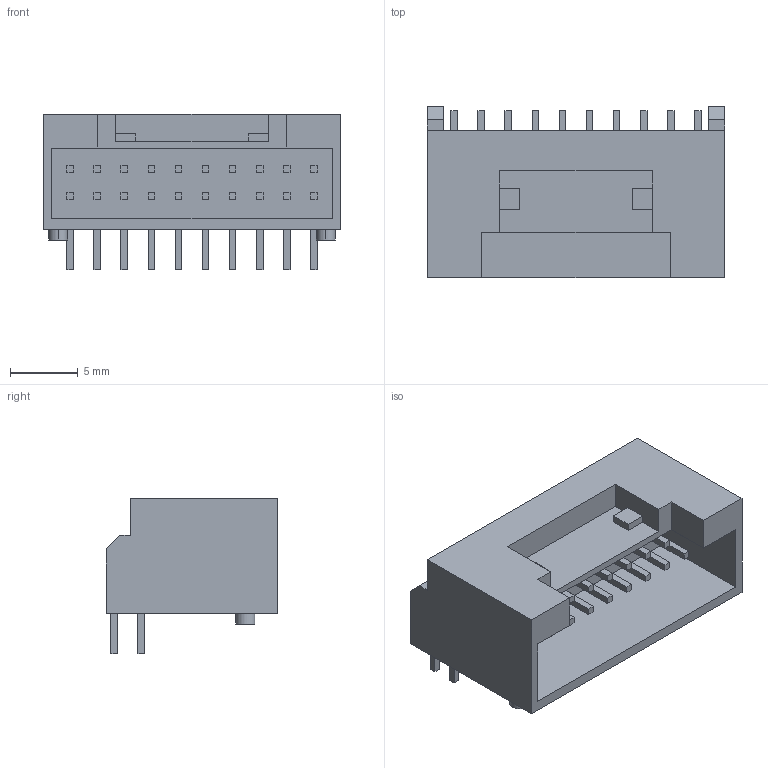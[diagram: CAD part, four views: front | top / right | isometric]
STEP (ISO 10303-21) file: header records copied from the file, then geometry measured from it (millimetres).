
FILE_DESCRIPTION(('FreeCAD Model'),'2;1');
FILE_NAME('JST_PUD_S20B-PUDSS-1_2x10x2.00mm_Angled.STEP','2016-03-20T17:20:02',( 'Author'),(''),'Open CASCADE STEP processor 6.8','FreeCAD','Unknown' );
FILE_SCHEMA(('AUTOMOTIVE_DESIGN_CC2 { 1 2 10303 214 -1 1 5 4 }'));
Length unit declared in the file: millimetre
Products named in the file (1): S20B-PUDSS-1
Bounding box: 22 x 12.7 x 11.5 mm (x, y, z)
Volume: 839.1 mm3; surface area: 1977.3 mm2
Topology: 1 solids, 1 shells, 284 faces, 720 edges, 480 vertices
Faces by surface type: plane 280, cylinder 4
Entity records: 20097 total; most frequent: CARTESIAN_POINT 3333, DIRECTION 2718, LINE 2128, VECTOR 2128, ORIENTED_EDGE 1440, PCURVE 1440, DEFINITIONAL_REPRESENTATION 1440, EDGE_CURVE 720
